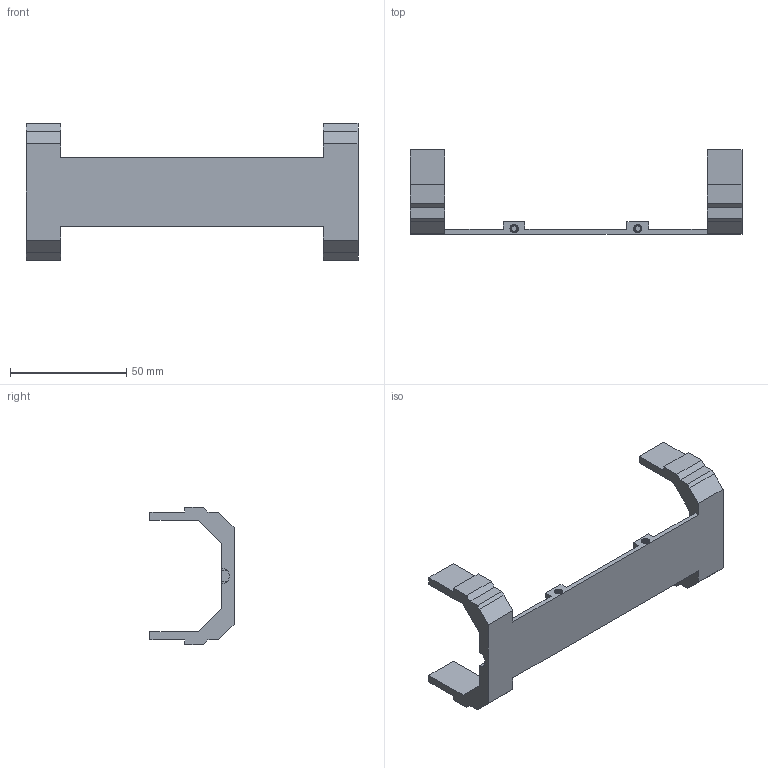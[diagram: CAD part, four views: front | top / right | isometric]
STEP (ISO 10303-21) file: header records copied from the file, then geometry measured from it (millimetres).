
FILE_DESCRIPTION(/* description */ (''),/* implementation_level */ '2;1');
FILE_NAME(/* name */ 'translationalstage_base_mk1.stp',/* time_stamp */ '2024-10-03T11:17:52+02:00',/* author */ ('Rik'),/* organization */ (''),/* preprocessor_version */ 'ST-DEVELOPER v19.2',/* originating_system */ 'Autodesk Inventor 2024',/* authorisation */ '');
FILE_SCHEMA (('AUTOMOTIVE_DESIGN { 1 0 10303 214 3 1 1 }'));
Length unit declared in the file: millimetre
Products named in the file (1): translationalstages_translationalstagebase_mk1
Bounding box: 142.96 x 36.23 x 59 mm (x, y, z)
Volume: 25738.7 mm3; surface area: 17125.2 mm2
Topology: 1 solids, 1 shells, 133 faces, 372 edges, 245 vertices
Faces by surface type: plane 80, cylinder 33, bspline 12, cone 8
Full cylindrical faces by diameter (mm): 3.08 x20
Entity records: 29197 total; most frequent: CARTESIAN_POINT 25774, ORIENTED_EDGE 744, DIRECTION 559, EDGE_CURVE 372, LINE 245, VECTOR 245, VERTEX_POINT 245, AXIS2_PLACEMENT_3D 157
